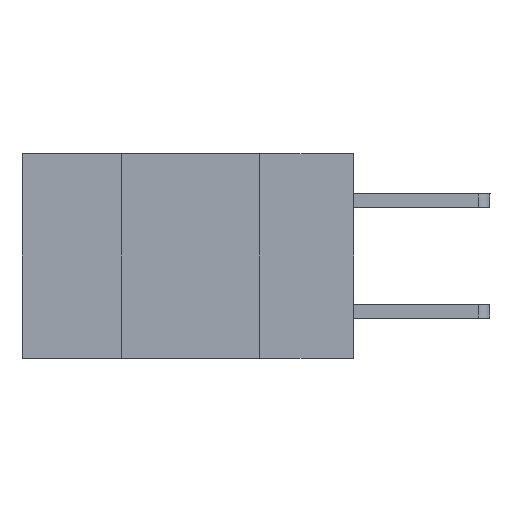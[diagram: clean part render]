
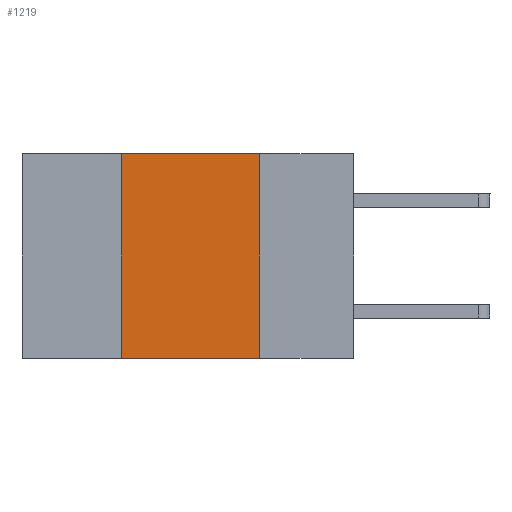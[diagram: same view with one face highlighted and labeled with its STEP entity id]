
A CAD part, left-side view. The second image highlights one B-rep face of the part: STEP entity #1219.
In plain terms, the highlighted planar face has unit normal (-1, 0, 0).
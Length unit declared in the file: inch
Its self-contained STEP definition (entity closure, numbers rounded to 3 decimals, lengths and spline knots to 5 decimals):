
#297 = LINE ( 'NONE', #5738, #553 ) ;
#418 = VERTEX_POINT ( 'NONE', #11420 ) ;
#553 = VECTOR ( 'NONE', #9756, 39.37008 ) ;
#1219 = ADVANCED_FACE ( 'NONE', ( #1356 ), #2415, .F. ) ;
#1356 = FACE_OUTER_BOUND ( 'NONE', #6800, .T. ) ;
#2335 = LINE ( 'NONE', #3328, #3851 ) ;
#2415 = PLANE ( 'NONE',  #6155 ) ;
#2427 = EDGE_CURVE ( 'NONE', #4036, #10709, #10753, .T. ) ;
#2487 = ORIENTED_EDGE ( 'NONE', *, *, #7069, .F. ) ;
#2575 = EDGE_CURVE ( 'NONE', #418, #6183, #297, .T. ) ;
#3328 = CARTESIAN_POINT ( 'NONE',  ( 0., 0.17, 0. ) ) ;
#3406 = CARTESIAN_POINT ( 'NONE',  ( 0., 0.17, 0. ) ) ;
#3851 = VECTOR ( 'NONE', #7616, 39.37008 ) ;
#4036 = VERTEX_POINT ( 'NONE', #13305 ) ;
#4195 = ORIENTED_EDGE ( 'NONE', *, *, #2575, .T. ) ;
#4345 = CARTESIAN_POINT ( 'NONE',  ( 0., 0.17, -0.37 ) ) ;
#5452 = CARTESIAN_POINT ( 'NONE',  ( 0., 0.6, 0. ) ) ;
#5667 = DIRECTION ( 'NONE',  ( 0., 0., -1. ) ) ;
#5738 = CARTESIAN_POINT ( 'NONE',  ( 0., 0.6, -0.37 ) ) ;
#5992 = ORIENTED_EDGE ( 'NONE', *, *, #2427, .F. ) ;
#6155 = AXIS2_PLACEMENT_3D ( 'NONE', #5452, #10895, #5667 ) ;
#6183 = VERTEX_POINT ( 'NONE', #4345 ) ;
#6800 = EDGE_LOOP ( 'NONE', ( #11642, #5992, #2487, #4195 ) ) ;
#7069 = EDGE_CURVE ( 'NONE', #418, #4036, #13108, .T. ) ;
#7616 = DIRECTION ( 'NONE',  ( 0., 0., -1. ) ) ;
#7874 = DIRECTION ( 'NONE',  ( 0., 0., 1. ) ) ;
#8350 = DIRECTION ( 'NONE',  ( 0., -1., 0. ) ) ;
#8417 = CARTESIAN_POINT ( 'NONE',  ( 0., 0.6, 0. ) ) ;
#9386 = VECTOR ( 'NONE', #7874, 39.37008 ) ;
#9756 = DIRECTION ( 'NONE',  ( 0., -1., 0. ) ) ;
#10051 = CARTESIAN_POINT ( 'NONE',  ( 0., 0.42, 0. ) ) ;
#10709 = VERTEX_POINT ( 'NONE', #3406 ) ;
#10753 = LINE ( 'NONE', #8417, #11805 ) ;
#10895 = DIRECTION ( 'NONE',  ( 1., 0., 0. ) ) ;
#11420 = CARTESIAN_POINT ( 'NONE',  ( 0., 0.42, -0.37 ) ) ;
#11642 = ORIENTED_EDGE ( 'NONE', *, *, #13863, .F. ) ;
#11805 = VECTOR ( 'NONE', #8350, 39.37008 ) ;
#13108 = LINE ( 'NONE', #10051, #9386 ) ;
#13305 = CARTESIAN_POINT ( 'NONE',  ( 0., 0.42, 0. ) ) ;
#13863 = EDGE_CURVE ( 'NONE', #10709, #6183, #2335, .T. ) ;
